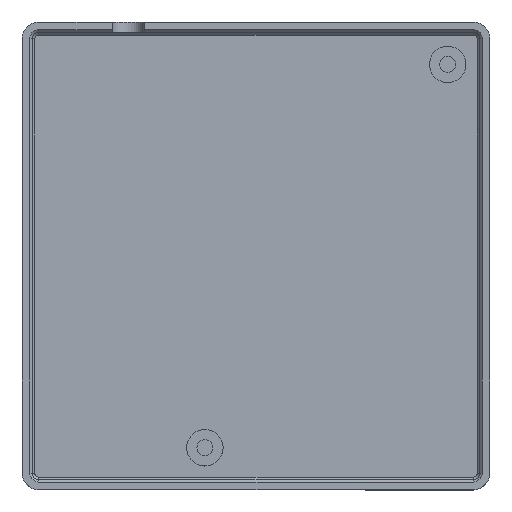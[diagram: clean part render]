
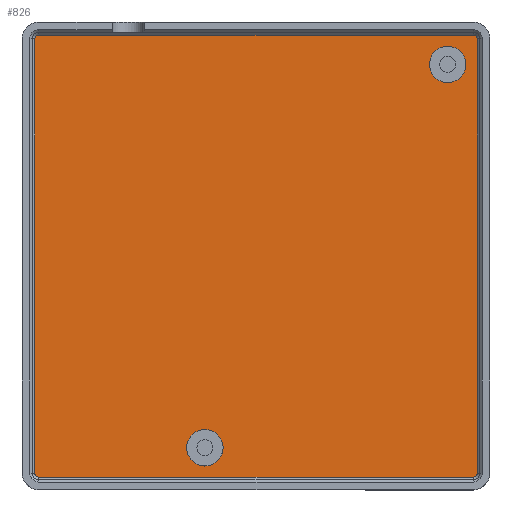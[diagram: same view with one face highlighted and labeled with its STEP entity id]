
A CAD part, top view. The second image highlights one B-rep face of the part: STEP entity #826.
In plain terms, the highlighted planar face has unit normal (0, 0, 1).
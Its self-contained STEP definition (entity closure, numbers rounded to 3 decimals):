
#486=CARTESIAN_POINT('Axis2P3D Location',(0.,0.,0.)) ;
#675=CARTESIAN_POINT('Vertex',(-10.85,-30.,0.)) ;
#678=CARTESIAN_POINT('Axis2P3D Location',(-8.,-30.,0.)) ;
#682=CARTESIAN_POINT('Vertex',(-5.15,-30.,0.)) ;
#697=CARTESIAN_POINT('Axis2P3D Location',(-8.,-30.,0.)) ;
#718=CARTESIAN_POINT('Vertex',(27.15,30.,0.)) ;
#721=CARTESIAN_POINT('Axis2P3D Location',(30.,30.,0.)) ;
#725=CARTESIAN_POINT('Vertex',(32.85,30.,0.)) ;
#740=CARTESIAN_POINT('Axis2P3D Location',(30.,30.,0.)) ;
#752=CARTESIAN_POINT('Line Origine',(0.,-34.6,0.)) ;
#756=CARTESIAN_POINT('Vertex',(-34.,-34.6,0.)) ;
#758=CARTESIAN_POINT('Vertex',(34.,-34.6,0.)) ;
#761=CARTESIAN_POINT('Axis2P3D Location',(34.,-34.,0.)) ;
#765=CARTESIAN_POINT('Vertex',(34.6,-34.,0.)) ;
#768=CARTESIAN_POINT('Line Origine',(34.6,0.,0.)) ;
#772=CARTESIAN_POINT('Vertex',(34.6,34.,0.)) ;
#775=CARTESIAN_POINT('Axis2P3D Location',(34.,34.,0.)) ;
#779=CARTESIAN_POINT('Vertex',(34.,34.6,0.)) ;
#782=CARTESIAN_POINT('Line Origine',(0.,34.6,0.)) ;
#786=CARTESIAN_POINT('Vertex',(-34.,34.6,0.)) ;
#789=CARTESIAN_POINT('Axis2P3D Location',(-34.,34.,0.)) ;
#793=CARTESIAN_POINT('Vertex',(-34.6,34.,0.)) ;
#796=CARTESIAN_POINT('Line Origine',(-34.6,0.,0.)) ;
#800=CARTESIAN_POINT('Vertex',(-34.6,-34.,0.)) ;
#803=CARTESIAN_POINT('Axis2P3D Location',(-34.,-34.,0.)) ;
#754=VECTOR('Line Direction',#753,1.) ;
#770=VECTOR('Line Direction',#769,1.) ;
#784=VECTOR('Line Direction',#783,1.) ;
#798=VECTOR('Line Direction',#797,1.) ;
#487=DIRECTION('Axis2P3D Direction',(0.,0.,1.)) ;
#488=DIRECTION('Axis2P3D XDirection',(1.,0.,0.)) ;
#679=DIRECTION('Axis2P3D Direction',(0.,0.,1.)) ;
#698=DIRECTION('Axis2P3D Direction',(0.,0.,1.)) ;
#722=DIRECTION('Axis2P3D Direction',(0.,0.,1.)) ;
#741=DIRECTION('Axis2P3D Direction',(0.,0.,1.)) ;
#753=DIRECTION('Vector Direction',(-1.,0.,0.)) ;
#762=DIRECTION('Axis2P3D Direction',(0.,0.,1.)) ;
#769=DIRECTION('Vector Direction',(0.,-1.,0.)) ;
#776=DIRECTION('Axis2P3D Direction',(0.,0.,1.)) ;
#783=DIRECTION('Vector Direction',(1.,0.,0.)) ;
#790=DIRECTION('Axis2P3D Direction',(0.,0.,1.)) ;
#797=DIRECTION('Vector Direction',(0.,1.,0.)) ;
#804=DIRECTION('Axis2P3D Direction',(0.,0.,1.)) ;
#489=AXIS2_PLACEMENT_3D('Plane Axis2P3D',#486,#487,#488) ;
#680=AXIS2_PLACEMENT_3D('Circle Axis2P3D',#678,#679,$) ;
#699=AXIS2_PLACEMENT_3D('Circle Axis2P3D',#697,#698,$) ;
#723=AXIS2_PLACEMENT_3D('Circle Axis2P3D',#721,#722,$) ;
#742=AXIS2_PLACEMENT_3D('Circle Axis2P3D',#740,#741,$) ;
#763=AXIS2_PLACEMENT_3D('Circle Axis2P3D',#761,#762,$) ;
#777=AXIS2_PLACEMENT_3D('Circle Axis2P3D',#775,#776,$) ;
#791=AXIS2_PLACEMENT_3D('Circle Axis2P3D',#789,#790,$) ;
#805=AXIS2_PLACEMENT_3D('Circle Axis2P3D',#803,#804,$) ;
#755=LINE('Line',#752,#754) ;
#771=LINE('Line',#768,#770) ;
#785=LINE('Line',#782,#784) ;
#799=LINE('Line',#796,#798) ;
#681=CIRCLE('generated circle',#680,2.85) ;
#700=CIRCLE('generated circle',#699,2.85) ;
#724=CIRCLE('generated circle',#723,2.85) ;
#743=CIRCLE('generated circle',#742,2.85) ;
#764=CIRCLE('generated circle',#763,0.6) ;
#778=CIRCLE('generated circle',#777,0.6) ;
#792=CIRCLE('generated circle',#791,0.6) ;
#806=CIRCLE('generated circle',#805,0.6) ;
#490=PLANE('',#489) ;
#821=FACE_BOUND('',#818,.T.) ;
#825=FACE_BOUND('',#822,.T.) ;
#684=EDGE_CURVE('',#676,#683,#681,.T.) ;
#701=EDGE_CURVE('',#683,#676,#700,.T.) ;
#727=EDGE_CURVE('',#719,#726,#724,.T.) ;
#744=EDGE_CURVE('',#726,#719,#743,.T.) ;
#760=EDGE_CURVE('',#757,#759,#755,.F.) ;
#767=EDGE_CURVE('',#759,#766,#764,.T.) ;
#774=EDGE_CURVE('',#766,#773,#771,.F.) ;
#781=EDGE_CURVE('',#773,#780,#778,.T.) ;
#788=EDGE_CURVE('',#780,#787,#785,.F.) ;
#795=EDGE_CURVE('',#787,#794,#792,.T.) ;
#802=EDGE_CURVE('',#794,#801,#799,.F.) ;
#807=EDGE_CURVE('',#801,#757,#806,.T.) ;
#809=ORIENTED_EDGE('',*,*,#760,.T.) ;
#810=ORIENTED_EDGE('',*,*,#767,.T.) ;
#811=ORIENTED_EDGE('',*,*,#774,.T.) ;
#812=ORIENTED_EDGE('',*,*,#781,.T.) ;
#813=ORIENTED_EDGE('',*,*,#788,.T.) ;
#814=ORIENTED_EDGE('',*,*,#795,.T.) ;
#815=ORIENTED_EDGE('',*,*,#802,.T.) ;
#816=ORIENTED_EDGE('',*,*,#807,.T.) ;
#819=ORIENTED_EDGE('',*,*,#744,.F.) ;
#820=ORIENTED_EDGE('',*,*,#727,.F.) ;
#823=ORIENTED_EDGE('',*,*,#701,.F.) ;
#824=ORIENTED_EDGE('',*,*,#684,.F.) ;
#808=EDGE_LOOP('',(#809,#810,#811,#812,#813,#814,#815,#816)) ;
#818=EDGE_LOOP('',(#819,#820)) ;
#822=EDGE_LOOP('',(#823,#824)) ;
#676=VERTEX_POINT('',#675) ;
#683=VERTEX_POINT('',#682) ;
#719=VERTEX_POINT('',#718) ;
#726=VERTEX_POINT('',#725) ;
#757=VERTEX_POINT('',#756) ;
#759=VERTEX_POINT('',#758) ;
#766=VERTEX_POINT('',#765) ;
#773=VERTEX_POINT('',#772) ;
#780=VERTEX_POINT('',#779) ;
#787=VERTEX_POINT('',#786) ;
#794=VERTEX_POINT('',#793) ;
#801=VERTEX_POINT('',#800) ;
#826=ADVANCED_FACE('PartBody',(#817,#821,#825),#490,.T.) ;
#817=FACE_OUTER_BOUND('',#808,.T.) ;
